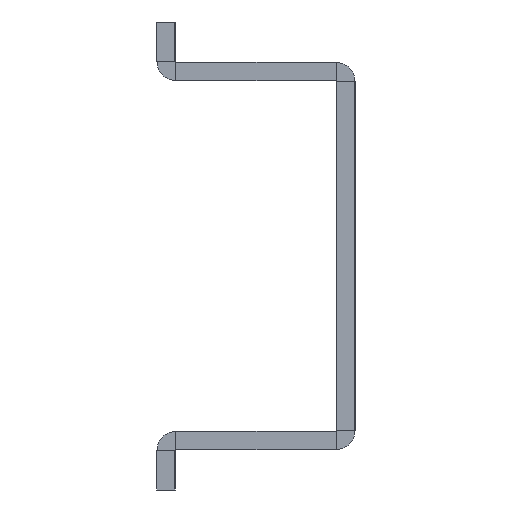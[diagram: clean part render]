
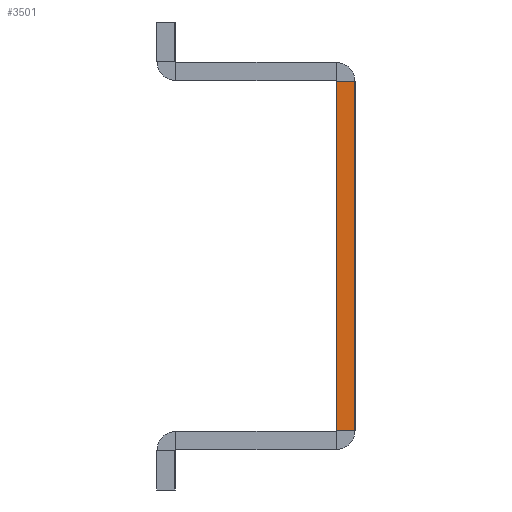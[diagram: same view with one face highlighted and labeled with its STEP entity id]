
A CAD part, left-side view. The second image highlights one B-rep face of the part: STEP entity #3501.
In plain terms, the highlighted planar face has unit normal (-1, 0, 0).
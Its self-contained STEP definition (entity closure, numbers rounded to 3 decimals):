
#219 = EDGE_CURVE ( 'NONE', #2572, #3232, #4092, .T. ) ;
#304 = EDGE_LOOP ( 'NONE', ( #3416, #4591, #2343, #4202 ) ) ;
#468 = VERTEX_POINT ( 'NONE', #5630 ) ;
#532 = CARTESIAN_POINT ( 'NONE',  ( 0., 2., 19.4 ) ) ;
#545 = VERTEX_POINT ( 'NONE', #1022 ) ;
#673 = DIRECTION ( 'NONE',  ( 0., 0., 1. ) ) ;
#1022 = CARTESIAN_POINT ( 'NONE',  ( 0., 0., -19.4 ) ) ;
#1031 = DIRECTION ( 'NONE',  ( 0., 1., 0. ) ) ;
#1439 = CARTESIAN_POINT ( 'NONE',  ( 0., 2., -19.4 ) ) ;
#1569 = VECTOR ( 'NONE', #2393, 1000. ) ;
#2008 = VECTOR ( 'NONE', #2049, 1000. ) ;
#2049 = DIRECTION ( 'NONE',  ( 0., 0., -1. ) ) ;
#2343 = ORIENTED_EDGE ( 'NONE', *, *, #2505, .T. ) ;
#2393 = DIRECTION ( 'NONE',  ( 0., 0., -1. ) ) ;
#2505 = EDGE_CURVE ( 'NONE', #3232, #468, #5399, .T. ) ;
#2572 = VERTEX_POINT ( 'NONE', #4142 ) ;
#2848 = CARTESIAN_POINT ( 'NONE',  ( 0., 2., 21.5 ) ) ;
#2975 = FACE_OUTER_BOUND ( 'NONE', #304, .T. ) ;
#3082 = EDGE_CURVE ( 'NONE', #2572, #545, #4730, .T. ) ;
#3166 = CARTESIAN_POINT ( 'NONE',  ( 0., 0., 19.4 ) ) ;
#3232 = VERTEX_POINT ( 'NONE', #532 ) ;
#3416 = ORIENTED_EDGE ( 'NONE', *, *, #3082, .F. ) ;
#3501 = ADVANCED_FACE ( 'NONE', ( #2975 ), #5091, .T. ) ;
#3567 = VECTOR ( 'NONE', #3696, 1000. ) ;
#3607 = LINE ( 'NONE', #1439, #3567 ) ;
#3696 = DIRECTION ( 'NONE',  ( 0., -1., 0. ) ) ;
#3710 = EDGE_CURVE ( 'NONE', #468, #545, #3607, .T. ) ;
#3785 = DIRECTION ( 'NONE',  ( -1., 0., 0. ) ) ;
#4092 = LINE ( 'NONE', #3166, #4946 ) ;
#4142 = CARTESIAN_POINT ( 'NONE',  ( 0., 0., 19.4 ) ) ;
#4195 = AXIS2_PLACEMENT_3D ( 'NONE', #5461, #3785, #673 ) ;
#4202 = ORIENTED_EDGE ( 'NONE', *, *, #3710, .T. ) ;
#4245 = CARTESIAN_POINT ( 'NONE',  ( 0., 0., 21.5 ) ) ;
#4591 = ORIENTED_EDGE ( 'NONE', *, *, #219, .T. ) ;
#4730 = LINE ( 'NONE', #4245, #2008 ) ;
#4946 = VECTOR ( 'NONE', #1031, 1000. ) ;
#5091 = PLANE ( 'NONE',  #4195 ) ;
#5399 = LINE ( 'NONE', #2848, #1569 ) ;
#5461 = CARTESIAN_POINT ( 'NONE',  ( 0., 2.1, 19.5 ) ) ;
#5630 = CARTESIAN_POINT ( 'NONE',  ( 0., 2., -19.4 ) ) ;
